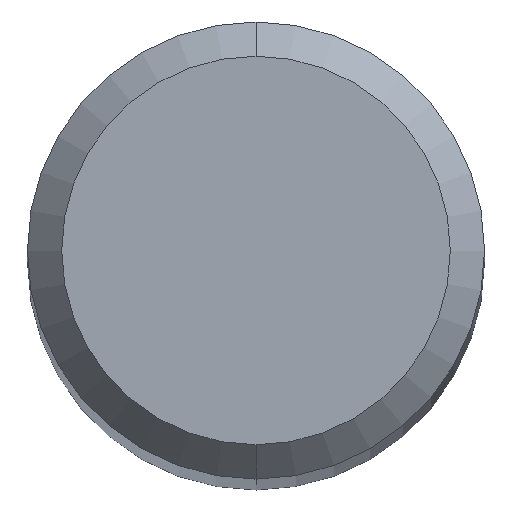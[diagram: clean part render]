
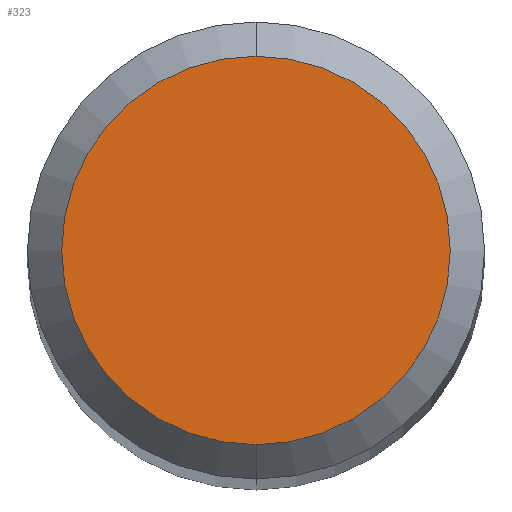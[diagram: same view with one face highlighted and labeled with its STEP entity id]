
A CAD part, top view. The second image highlights one B-rep face of the part: STEP entity #323.
In plain terms, the highlighted planar face has unit normal (0, 0, 1).
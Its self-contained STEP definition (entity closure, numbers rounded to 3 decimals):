
#293=EDGE_CURVE('',#377,#403,#610,.T.);
#323=ADVANCED_FACE('',(#645),#646,.T.);
#377=VERTEX_POINT('',#710);
#403=VERTEX_POINT('',#737);
#413=EDGE_CURVE('',#403,#377,#747,.T.);
#610=CIRCLE('',#1100,1.7);
#645=FACE_OUTER_BOUND('',#1159,.T.);
#646=PLANE('',#1160);
#710=CARTESIAN_POINT('',(0.0,1.7,0.0));
#737=CARTESIAN_POINT('',(0.,-1.7,0.0));
#747=CIRCLE('',#1357,1.7);
#1100=AXIS2_PLACEMENT_3D('',#1557,#1558,#1559);
#1159=EDGE_LOOP('',(#1611,#1612));
#1160=AXIS2_PLACEMENT_3D('',#1613,#1614,#1615);
#1357=AXIS2_PLACEMENT_3D('',#1747,#1748,#1749);
#1557=CARTESIAN_POINT('',(0.0,0.0,0.0));
#1558=DIRECTION('',(0.0,0.0,-1.0));
#1559=DIRECTION('',(0.0,1.0,0.0));
#1611=ORIENTED_EDGE('',*,*,#293,.F.);
#1612=ORIENTED_EDGE('',*,*,#413,.F.);
#1613=CARTESIAN_POINT('',(0.0,0.85,0.0));
#1614=DIRECTION('',(-0.0,0.0,1.0));
#1615=DIRECTION('',(0.0,-1.0,0.0));
#1747=CARTESIAN_POINT('',(0.0,0.0,0.0));
#1748=DIRECTION('',(0.0,0.0,-1.0));
#1749=DIRECTION('',(0.0,1.0,0.0));
